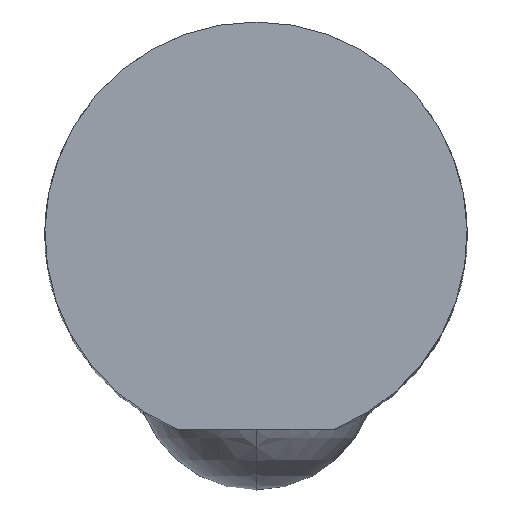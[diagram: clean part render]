
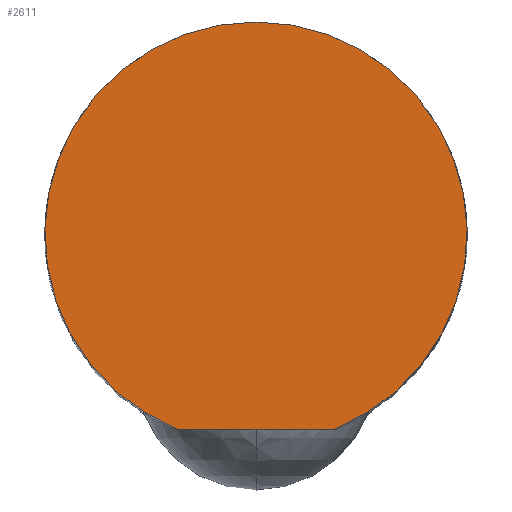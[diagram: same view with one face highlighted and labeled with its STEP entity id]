
A CAD part, top view. The second image highlights one B-rep face of the part: STEP entity #2611.
In plain terms, the highlighted planar face has unit normal (0, 0, 1).
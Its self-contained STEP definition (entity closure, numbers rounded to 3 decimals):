
#1895=EDGE_CURVE('',#2271,#2671,#4029,.T.);
#2185=EDGE_CURVE('',#2921,#2271,#4343,.T.);
#2271=VERTEX_POINT('',#4439);
#2611=ADVANCED_FACE('',(#4811),#4812,.T.);
#2671=VERTEX_POINT('',#4878);
#2893=EDGE_CURVE('',#2671,#2921,#5115,.T.);
#2921=VERTEX_POINT('',#5145);
#4029=CIRCLE('',#6922,7.0);
#4343=LINE('',#7412,#7413);
#4439=CARTESIAN_POINT('',(2.598,-6.5,40.0));
#4811=FACE_OUTER_BOUND('',#8247,.T.);
#4812=PLANE('',#8248);
#4878=CARTESIAN_POINT('',(0.,7.0,40.0));
#5115=CIRCLE('',#8760,7.0);
#5145=CARTESIAN_POINT('',(-2.598,-6.5,40.0));
#6922=AXIS2_PLACEMENT_3D('',#10043,#10044,#10045);
#7412=CARTESIAN_POINT('',(1.299,-6.5,40.0));
#7413=VECTOR('',#10416,1.0);
#8247=EDGE_LOOP('',(#11027,#11028,#11029));
#8248=AXIS2_PLACEMENT_3D('',#11030,#11031,#11032);
#8760=AXIS2_PLACEMENT_3D('',#11317,#11318,#11319);
#10043=CARTESIAN_POINT('',(0.,0.,40.0));
#10044=DIRECTION('',(0.,0.,1.0));
#10045=DIRECTION('',(0.,1.0,0.));
#10416=DIRECTION('',(1.0,0.0,0.));
#11027=ORIENTED_EDGE('',*,*,#2185,.T.);
#11028=ORIENTED_EDGE('',*,*,#1895,.T.);
#11029=ORIENTED_EDGE('',*,*,#2893,.T.);
#11030=CARTESIAN_POINT('',(0.,3.5,40.0));
#11031=DIRECTION('',(0.,0.,1.0));
#11032=DIRECTION('',(0.,1.0,0.0));
#11317=CARTESIAN_POINT('',(0.,0.,40.0));
#11318=DIRECTION('',(0.,0.,1.0));
#11319=DIRECTION('',(0.,1.0,0.));
